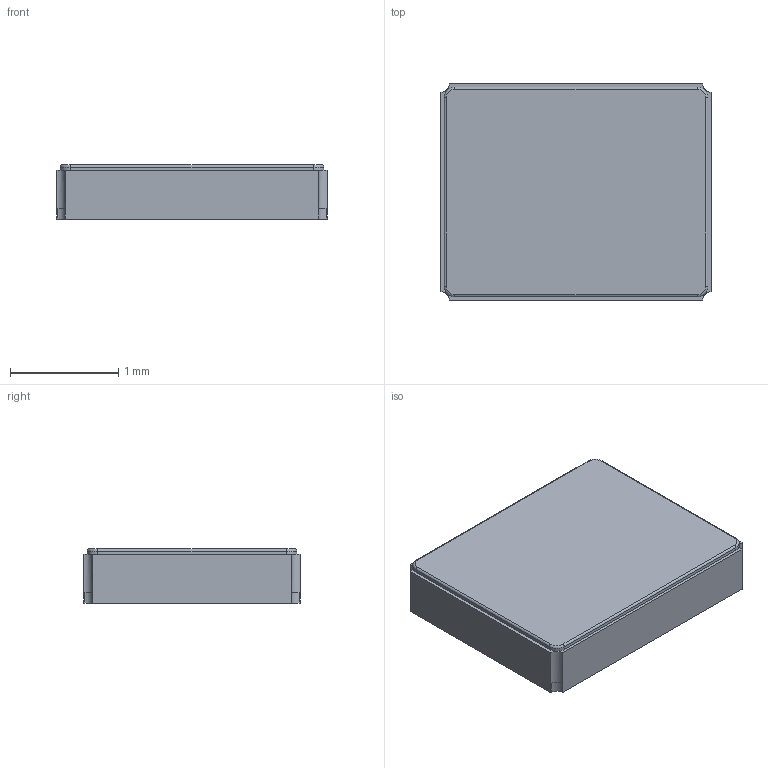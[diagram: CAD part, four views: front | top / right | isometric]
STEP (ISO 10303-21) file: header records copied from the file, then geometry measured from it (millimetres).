
FILE_DESCRIPTION(('FreeCAD Model'),'2;1');
FILE_NAME('Open CASCADE Shape Model','2024-12-21T15:48:44',(''),(''), 'Open CASCADE STEP processor 7.8','FreeCAD','Unknown');
FILE_SCHEMA(('AUTOMOTIVE_DESIGN { 1 0 10303 214 1 1 1 1 }'));
Length unit declared in the file: millimetre
Products named in the file (7): Unnamed; Body; Body001; Body002; Body003 (Mirror #1); Body003; Body003 (Mirror #2)
Assembly tree (6 placements, depth 2):
  Unnamed
    Body
    Body001
    Body002
    Body003 (Mirror #1)
    Body003
    Body003 (Mirror #2)
Bounding box: 2.5 x 2 x 0.5 mm (x, y, z)
Volume: 2.5 mm3; surface area: 29.6 mm2
Topology: 6 solids, 6 shells, 94 faces, 238 edges, 156 vertices
Faces by surface type: plane 74, cylinder 16, torus 4
Entity records: 2974 total; most frequent: CARTESIAN_POINT 495, DIRECTION 484, ORIENTED_EDGE 476, EDGE_CURVE 238, LINE 194, VECTOR 194, VERTEX_POINT 156, AXIS2_PLACEMENT_3D 145
